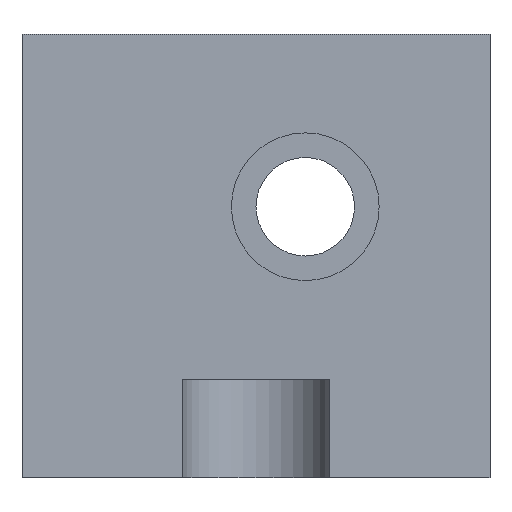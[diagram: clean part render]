
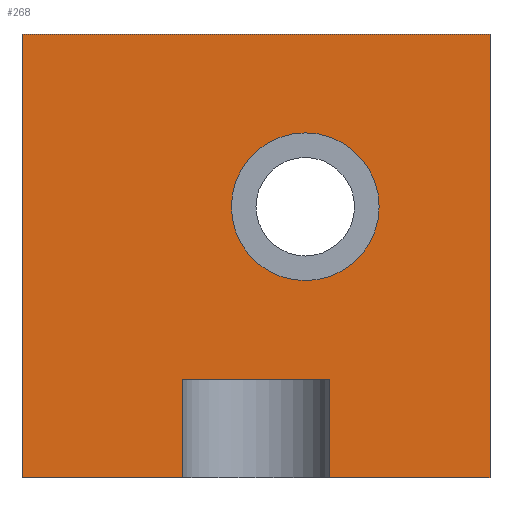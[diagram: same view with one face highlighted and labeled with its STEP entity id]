
A CAD part, front view. The second image highlights one B-rep face of the part: STEP entity #268.
In plain terms, the highlighted planar face has unit normal (0, -1, 0).
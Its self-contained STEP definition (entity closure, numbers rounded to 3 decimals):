
#15=FACE_BOUND('',#55,.T.);
#22=CIRCLE('',#300,3.);
#39=FACE_OUTER_BOUND('',#54,.T.);
#54=EDGE_LOOP('',(#198,#199,#200,#201,#202,#203,#204,#205));
#55=EDGE_LOOP('',(#206));
#71=LINE('',#402,#97);
#77=LINE('',#414,#103);
#78=LINE('',#419,#104);
#79=LINE('',#422,#105);
#80=LINE('',#424,#106);
#81=LINE('',#426,#107);
#82=LINE('',#428,#108);
#83=LINE('',#429,#109);
#97=VECTOR('',#323,10.);
#103=VECTOR('',#331,10.);
#104=VECTOR('',#340,10.);
#105=VECTOR('',#343,10.);
#106=VECTOR('',#344,10.);
#107=VECTOR('',#345,10.);
#108=VECTOR('',#346,10.);
#109=VECTOR('',#347,10.);
#122=VERTEX_POINT('',#398);
#124=VERTEX_POINT('',#401);
#127=VERTEX_POINT('',#408);
#129=VERTEX_POINT('',#412);
#130=VERTEX_POINT('',#421);
#131=VERTEX_POINT('',#423);
#132=VERTEX_POINT('',#425);
#133=VERTEX_POINT('',#427);
#134=VERTEX_POINT('',#430);
#147=EDGE_CURVE('',#124,#122,#71,.T.);
#153=EDGE_CURVE('',#127,#129,#77,.T.);
#156=EDGE_CURVE('',#129,#124,#78,.T.);
#157=EDGE_CURVE('',#122,#130,#79,.T.);
#158=EDGE_CURVE('',#130,#131,#80,.T.);
#159=EDGE_CURVE('',#131,#132,#81,.T.);
#160=EDGE_CURVE('',#132,#133,#82,.T.);
#161=EDGE_CURVE('',#133,#127,#83,.T.);
#162=EDGE_CURVE('',#134,#134,#22,.T.);
#198=ORIENTED_EDGE('',*,*,#153,.T.);
#199=ORIENTED_EDGE('',*,*,#156,.T.);
#200=ORIENTED_EDGE('',*,*,#147,.T.);
#201=ORIENTED_EDGE('',*,*,#157,.T.);
#202=ORIENTED_EDGE('',*,*,#158,.T.);
#203=ORIENTED_EDGE('',*,*,#159,.T.);
#204=ORIENTED_EDGE('',*,*,#160,.T.);
#205=ORIENTED_EDGE('',*,*,#161,.T.);
#206=ORIENTED_EDGE('',*,*,#162,.T.);
#257=PLANE('',#299);
#268=ADVANCED_FACE('',(#39,#15),#257,.F.);
#299=AXIS2_PLACEMENT_3D('',#420,#341,#342);
#300=AXIS2_PLACEMENT_3D('',#431,#348,#349);
#323=DIRECTION('',(0.,0.,-1.));
#331=DIRECTION('',(0.,0.,1.));
#340=DIRECTION('',(1.,0.,0.));
#341=DIRECTION('center_axis',(0.,1.,0.));
#342=DIRECTION('ref_axis',(-1.,0.,0.));
#343=DIRECTION('',(1.,0.,0.));
#344=DIRECTION('',(0.,0.,1.));
#345=DIRECTION('',(-1.,0.,0.));
#346=DIRECTION('',(0.,0.,-1.));
#347=DIRECTION('',(1.,0.,0.));
#348=DIRECTION('center_axis',(0.,1.,0.));
#349=DIRECTION('ref_axis',(-1.,0.,0.));
#398=CARTESIAN_POINT('',(160.152,158.426,5.));
#401=CARTESIAN_POINT('',(160.152,158.426,9.));
#402=CARTESIAN_POINT('',(160.152,158.426,9.5));
#408=CARTESIAN_POINT('',(154.152,158.426,5.));
#412=CARTESIAN_POINT('',(154.152,158.426,9.));
#414=CARTESIAN_POINT('',(154.152,158.426,9.5));
#419=CARTESIAN_POINT('',(157.152,158.426,9.));
#420=CARTESIAN_POINT('Origin',(157.152,158.426,14.));
#421=CARTESIAN_POINT('',(166.652,158.426,5.));
#422=CARTESIAN_POINT('',(166.652,158.426,5.));
#423=CARTESIAN_POINT('',(166.652,158.426,23.));
#424=CARTESIAN_POINT('',(166.652,158.426,23.));
#425=CARTESIAN_POINT('',(147.652,158.426,23.));
#426=CARTESIAN_POINT('',(147.652,158.426,23.));
#427=CARTESIAN_POINT('',(147.652,158.426,5.));
#428=CARTESIAN_POINT('',(147.652,158.426,5.));
#429=CARTESIAN_POINT('',(166.652,158.426,5.));
#430=CARTESIAN_POINT('',(162.152,158.426,16.));
#431=CARTESIAN_POINT('Origin',(159.152,158.426,16.));
